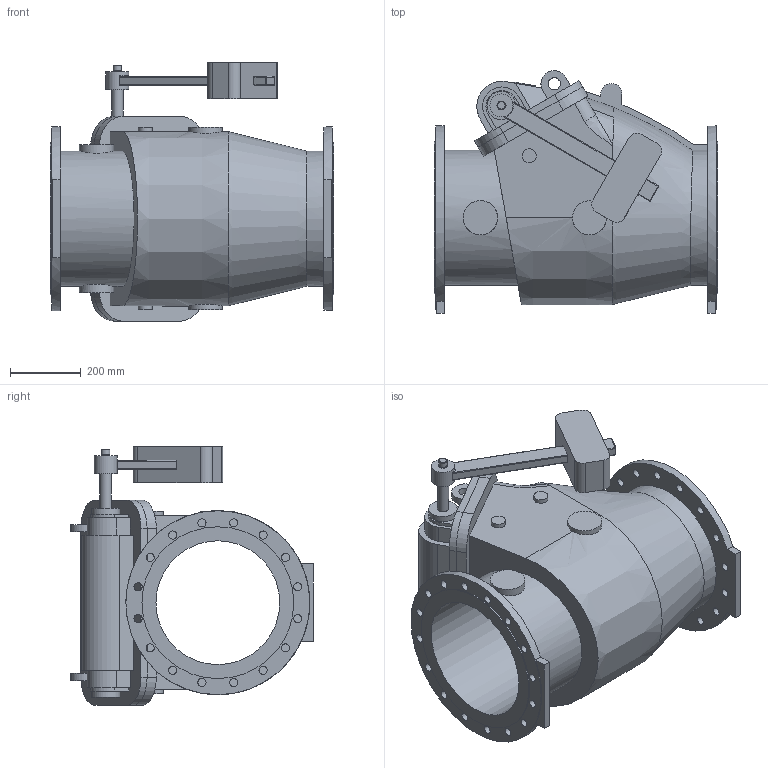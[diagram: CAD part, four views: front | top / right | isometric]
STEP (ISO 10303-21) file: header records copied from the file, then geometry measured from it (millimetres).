
FILE_DESCRIPTION (( 'STEP AP203' ), '1' );
FILE_NAME ('O_41_36_DN350_X0XXX_AA0.step', '2018-04-13T05:32:45', ( 'Windows User' ), ( 'AVK' ), 'SwSTEP 2.0', 'SolidWorks 2012', '' );
FILE_SCHEMA (( 'CONFIG_CONTROL_DESIGN' ));
Length unit declared in the file: inch
Products named in the file (1): O_41_36_DN350_X0XXX_AA0
Bounding box: 800 x 686.14 x 731 mm (x, y, z)
Volume: 90703834.9 mm3; surface area: 3259833.8 mm2
Topology: 1 solids, 1 shells, 288 faces, 779 edges, 519 vertices
Faces by surface type: plane 168, cylinder 97, bspline 14, torus 4, sphere 4, cone 1
Full cylindrical faces by diameter (mm): 16 x1, 23 x32, 24 x1, 32 x1, 35 x2, 40 x4, 65 x1, 80 x2, 96 x2, 97 x2, 350 x1, 382 x1, 429 x2, 520 x2
Entity records: 28020 total; most frequent: CARTESIAN_POINT 21031, DIRECTION 1368, ORIENTED_EDGE 1350, EDGE_CURVE 675, VERTEX_POINT 477, AXIS2_PLACEMENT_3D 470, EDGE_LOOP 448, LINE 428
